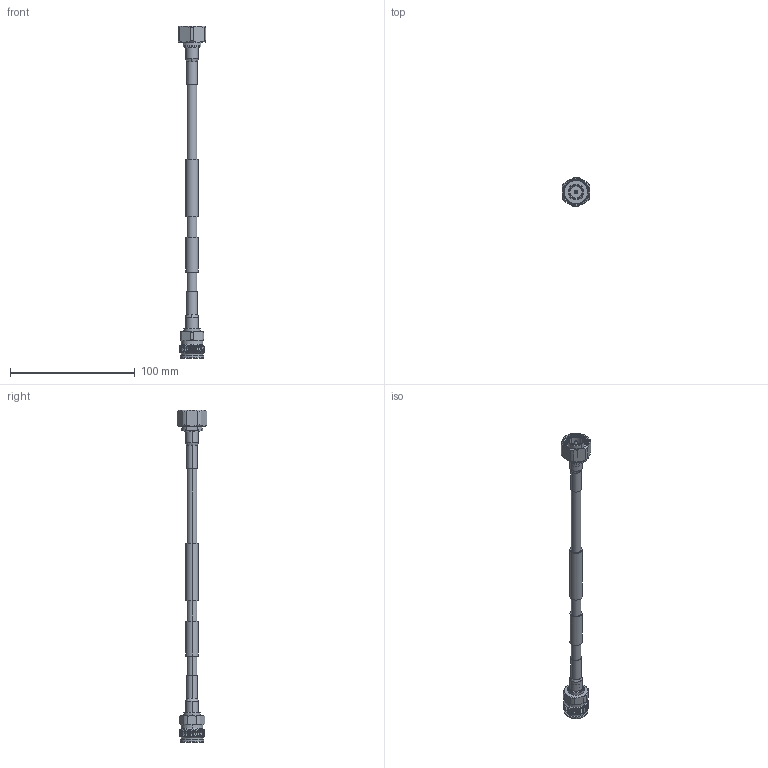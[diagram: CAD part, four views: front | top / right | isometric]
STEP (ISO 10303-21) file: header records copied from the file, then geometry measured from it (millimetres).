
FILE_DESCRIPTION (( 'STEP AP214' ), '1' );
FILE_NAME ('FMCA2239.step', '2021-02-09T19:03:13', ( '' ), ( '' ), 'SwSTEP 2.0', 'SolidWorks 2018', '' );
FILE_SCHEMA (( 'AUTOMOTIVE_DESIGN' ));
Length unit declared in the file: inch
Products named in the file (5): FMCN1694^FMCA2239; FMCN1696^FMCA2239; FM-1/4SFHC^FMCA2239; FMCA2239; Heat Shrink^FMCA2239
Assembly tree (5 placements, depth 2):
  FMCA2239
    FM-1/4SFHC^FMCA2239
    Heat Shrink^FMCA2239  x2
    FMCN1694^FMCA2239
    FMCN1696^FMCA2239
Bounding box: 22 x 23.98 x 265.7 mm (x, y, z)
Volume: 22746.9 mm3; surface area: 14745.7 mm2
Topology: 5 solids, 6 shells, 297 faces, 747 edges, 486 vertices
Faces by surface type: cylinder 123, plane 114, cone 50, bspline 10
Entity records: 11857 total; most frequent: CARTESIAN_POINT 4757, ORIENTED_EDGE 1458, DIRECTION 1457, EDGE_CURVE 729, AXIS2_PLACEMENT_3D 575, VERTEX_POINT 474, EDGE_LOOP 317, LINE 307
